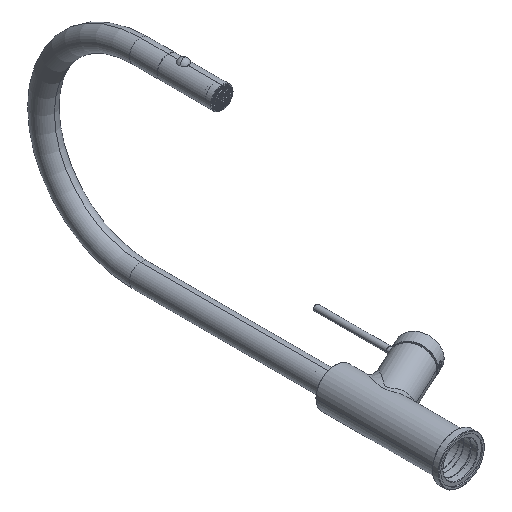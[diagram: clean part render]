
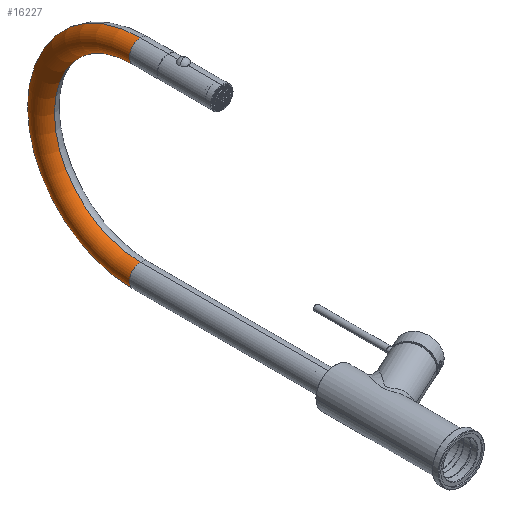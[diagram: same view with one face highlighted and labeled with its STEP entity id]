
A CAD part, isometric view. The second image highlights one B-rep face of the part: STEP entity #16227.
In plain terms, the highlighted toroidal (fillet/blend) face has major radius 105 mm and minor radius 12 mm.
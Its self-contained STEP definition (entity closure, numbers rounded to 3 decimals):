
#14436=CARTESIAN_POINT('',(105.,210.,0.));
#14437=DIRECTION('',(0.,0.,1.));
#14438=DIRECTION('',(1.,0.,0.));
#14439=AXIS2_PLACEMENT_3D('',#14436,#14437,#14438);
#14441=CARTESIAN_POINT('',(0.,210.,0.));
#14442=DIRECTION('',(0.,-1.,0.));
#14443=DIRECTION('',(1.,0.,0.));
#14444=AXIS2_PLACEMENT_3D('',#14441,#14442,#14443);
#14446=CARTESIAN_POINT('',(210.,210.,0.));
#14447=DIRECTION('',(0.,-1.,0.));
#14448=DIRECTION('',(1.,0.,0.));
#14449=AXIS2_PLACEMENT_3D('',#14446,#14447,#14448);
#14451=CARTESIAN_POINT('',(105.,210.,0.));
#14452=DIRECTION('',(0.,0.,1.));
#14453=DIRECTION('',(1.,0.,0.));
#14454=AXIS2_PLACEMENT_3D('',#14451,#14452,#14453);
#16024=CARTESIAN_POINT('',(-12.,210.,0.));
#16025=VERTEX_POINT('',#16024);
#16026=CARTESIAN_POINT('',(12.,210.,0.));
#16027=VERTEX_POINT('',#16026);
#16028=CARTESIAN_POINT('',(198.,210.,0.));
#16029=VERTEX_POINT('',#16028);
#16030=CARTESIAN_POINT('',(222.,210.,0.));
#16031=VERTEX_POINT('',#16030);
#16215=CARTESIAN_POINT('',(105.,210.,0.));
#16216=DIRECTION('',(0.,0.,-1.));
#16217=DIRECTION('',(1.,0.,0.));
#16218=AXIS2_PLACEMENT_3D('',#16215,#16216,#16217);
#16219=TOROIDAL_SURFACE('',#16218,105.,12.);
#16220=ORIENTED_EDGE('',*,*,#16180,.T.);
#16221=ORIENTED_EDGE('',*,*,#16210,.F.);
#16223=ORIENTED_EDGE('',*,*,#16222,.T.);
#16224=ORIENTED_EDGE('',*,*,#16206,.T.);
#16225=EDGE_LOOP('',(#16220,#16221,#16223,#16224));
#16226=FACE_OUTER_BOUND('',#16225,.F.);
#16227=ADVANCED_FACE('',(#16226),#16219,.T.);
#14440=CIRCLE('',#14439,117.);
#14445=CIRCLE('',#14444,12.);
#14450=CIRCLE('',#14449,12.);
#14455=CIRCLE('',#14454,93.);
#16180=EDGE_CURVE('',#16027,#16025,#14445,.T.);
#16206=EDGE_CURVE('',#16029,#16027,#14455,.T.);
#16210=EDGE_CURVE('',#16031,#16025,#14440,.T.);
#16222=EDGE_CURVE('',#16031,#16029,#14450,.T.);
